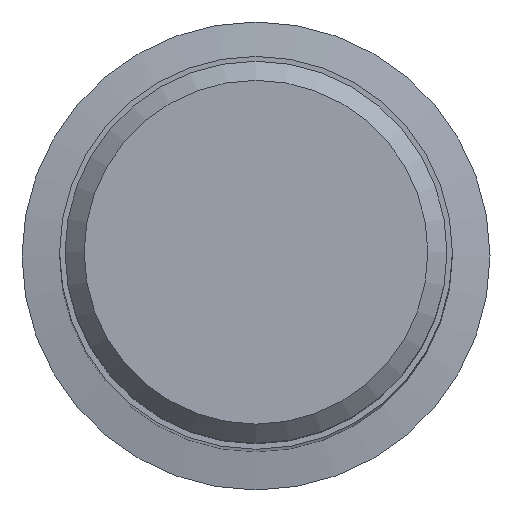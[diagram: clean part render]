
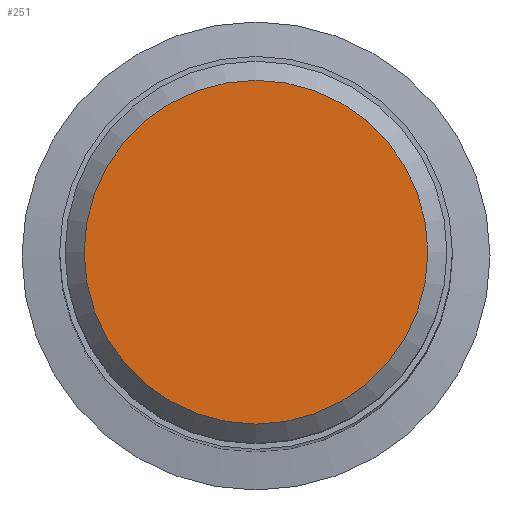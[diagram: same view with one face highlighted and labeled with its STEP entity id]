
A CAD part, top view. The second image highlights one B-rep face of the part: STEP entity #251.
In plain terms, the highlighted free-form (B-spline) face has degree [1, 1] with [2, 2] control points.
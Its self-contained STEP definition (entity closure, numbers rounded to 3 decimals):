
#217 = VERTEX_POINT('', #218);
#218 = CARTESIAN_POINT('', (-7.875, 0., 0.));
#224 = EDGE_CURVE('', #217, #217, #225, .T.);
#225 = CIRCLE('', #226, 7.875);
#226 = AXIS2_PLACEMENT_3D('', #227, #228, #229);
#227 = CARTESIAN_POINT('', (0., 0., 0.));
#228 = DIRECTION('', (0., 0., -1.));
#229 = DIRECTION('', (-1., 0., 0.));
#251 = ADVANCED_FACE('', (#252), #255, .T.);
#252 = FACE_OUTER_BOUND('', #253, .T.);
#253 = EDGE_LOOP('', (#254));
#254 = ORIENTED_EDGE('', *, *, #224, .F.);
#255 = B_SPLINE_SURFACE_WITH_KNOTS('', 1, 1, ((#256, #257), (#258, #259)), .UNSPECIFIED., .F., .F., .U., (2, 2), (2, 2), (0.045, 0.955), (0.045, 0.955), .UNSPECIFIED.);
#256 = CARTESIAN_POINT('', (7.875, -7.875, 0.));
#257 = CARTESIAN_POINT('', (-7.875, -7.875, 0.));
#258 = CARTESIAN_POINT('', (7.875, 7.875, 0.));
#259 = CARTESIAN_POINT('', (-7.875, 7.875, 0.));
